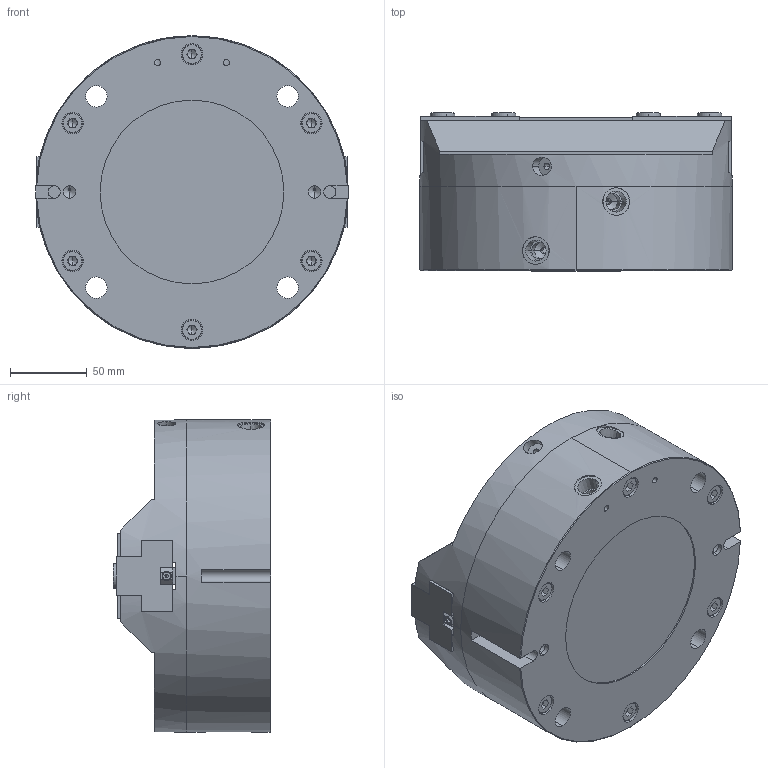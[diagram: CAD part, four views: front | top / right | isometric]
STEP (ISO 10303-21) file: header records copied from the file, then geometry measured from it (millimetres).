
FILE_DESCRIPTION (( 'STEP AP214' ), '1' );
FILE_NAME ('2PG2 200.STEP', '2012-03-05T00:20:13', ( 'xw4600' ), ( '' ), 'SwSTEP 2.0', 'SolidWorks 2010', '' );
FILE_SCHEMA (( 'AUTOMOTIVE_DESIGN' ));
Length unit declared in the file: millimetre
Products named in the file (12): 2PG2200-01_ル遽; 2PG2200-02_ル遽; 2PG2200-04_ル遽; 2PG2200-07_ル遽; 2PG2200-10_ル遽; 2PG2200-06-1_ル遽; 2PG2200-06-2_ル遽; SPRING(2PG2200)_Default; Socket Head Cap Screw(M3X40)_ISO 4762 M3 x 30 --- 30N; socket head cap screw_KS 1003 - M8 x 50 x 28-N; countersunk head screw_ISO 10642 - M3 x 10 --- 10N; 2PG2 200
Assembly tree (25 placements, depth 2):
  2PG2 200
    2PG2200-10_ル遽  x4
    countersunk head screw_ISO 10642 - M3 x 10 --- 10N  x4
    SPRING(2PG2200)_Default  x2
    socket head cap screw_KS 1003 - M8 x 50 x 28-N  x6
    2PG2200-07_ル遽
    Socket Head Cap Screw(M3X40)_ISO 4762 M3 x 30 --- 30N  x2
    2PG2200-04_ル遽  x2
    2PG2200-06-2_ル遽
    2PG2200-06-1_ル遽
    2PG2200-02_ル遽
    2PG2200-01_ル遽
Bounding box: 204 x 103 x 204 mm (x, y, z)
Volume: 1916525.8 mm3; surface area: 340917.5 mm2
Topology: 25 solids, 25 shells, 800 faces, 1865 edges, 1125 vertices
Faces by surface type: plane 353, cylinder 278, cone 109, torus 56, bspline 4
Entity records: 18915 total; most frequent: CARTESIAN_POINT 6917, DIRECTION 2469, ORIENTED_EDGE 2172, EDGE_CURVE 1086, AXIS2_PLACEMENT_3D 956, VERTEX_POINT 692, EDGE_LOOP 578, LINE 557
